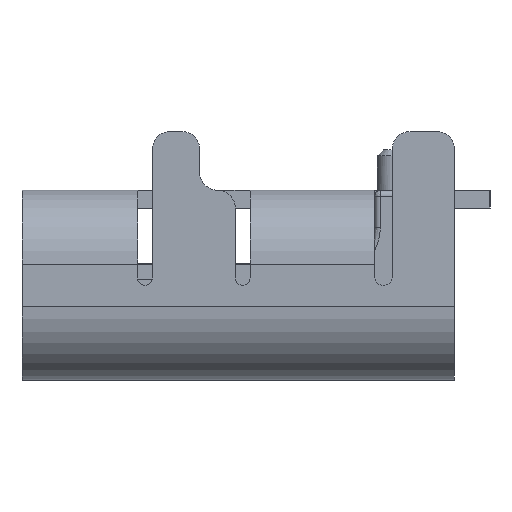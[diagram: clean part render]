
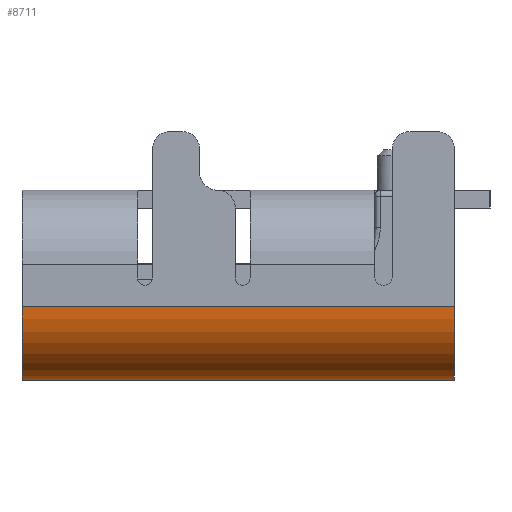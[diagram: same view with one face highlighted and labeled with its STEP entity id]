
A CAD part, left-side view. The second image highlights one B-rep face of the part: STEP entity #8711.
In plain terms, the highlighted cylindrical face has radius 1.25 mm (diameter 2.5 mm), a partial arc.
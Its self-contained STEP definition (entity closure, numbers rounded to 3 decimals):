
#673 = EDGE_CURVE ( 'NONE', #7055, #6314, #1983, .T. ) ;
#772 = CARTESIAN_POINT ( 'NONE',  ( -3.22, 7.3, -0.355 ) ) ;
#1003 = ORIENTED_EDGE ( 'NONE', *, *, #11871, .F. ) ;
#1338 = CARTESIAN_POINT ( 'NONE',  ( -4.47, 7.3, -0.355 ) ) ;
#1617 = CIRCLE ( 'NONE', #3013, 1.25 ) ;
#1983 = LINE ( 'NONE', #5838, #6339 ) ;
#2122 = CARTESIAN_POINT ( 'NONE',  ( -3.22, 0., -0.355 ) ) ;
#3013 = AXIS2_PLACEMENT_3D ( 'NONE', #772, #4642, #8376 ) ;
#3307 = EDGE_CURVE ( 'NONE', #10101, #7055, #1617, .T. ) ;
#3537 = CARTESIAN_POINT ( 'NONE',  ( -4.47, 7.3, -0.355 ) ) ;
#3613 = DIRECTION ( 'NONE',  ( 0., -1., 0. ) ) ;
#4368 = ORIENTED_EDGE ( 'NONE', *, *, #3307, .T. ) ;
#4642 = DIRECTION ( 'NONE',  ( 0., -1., 0. ) ) ;
#5116 = AXIS2_PLACEMENT_3D ( 'NONE', #7460, #3613, #7336 ) ;
#5838 = CARTESIAN_POINT ( 'NONE',  ( -3.22, 7.3, -1.605 ) ) ;
#6271 = LINE ( 'NONE', #3537, #8824 ) ;
#6314 = VERTEX_POINT ( 'NONE', #7482 ) ;
#6339 = VECTOR ( 'NONE', #11567, 1000. ) ;
#6718 = DIRECTION ( 'NONE',  ( 0., -1., 0. ) ) ;
#6867 = EDGE_CURVE ( 'NONE', #11565, #10101, #6271, .T. ) ;
#7055 = VERTEX_POINT ( 'NONE', #9462 ) ;
#7141 = DIRECTION ( 'NONE',  ( 0., 1., 0. ) ) ;
#7336 = DIRECTION ( 'NONE',  ( 0., 0., -1. ) ) ;
#7460 = CARTESIAN_POINT ( 'NONE',  ( -3.22, 7.3, -0.355 ) ) ;
#7482 = CARTESIAN_POINT ( 'NONE',  ( -3.22, 0., -1.605 ) ) ;
#7556 = AXIS2_PLACEMENT_3D ( 'NONE', #2122, #6718, #11329 ) ;
#7585 = FACE_OUTER_BOUND ( 'NONE', #11251, .T. ) ;
#8376 = DIRECTION ( 'NONE',  ( 0., 0., -1. ) ) ;
#8516 = ORIENTED_EDGE ( 'NONE', *, *, #673, .T. ) ;
#8711 = ADVANCED_FACE ( 'NONE', ( #7585 ), #10328, .T. ) ;
#8824 = VECTOR ( 'NONE', #7141, 1000. ) ;
#9462 = CARTESIAN_POINT ( 'NONE',  ( -3.22, 7.3, -1.605 ) ) ;
#9984 = ORIENTED_EDGE ( 'NONE', *, *, #6867, .T. ) ;
#10101 = VERTEX_POINT ( 'NONE', #1338 ) ;
#10146 = CIRCLE ( 'NONE', #7556, 1.25 ) ;
#10328 = CYLINDRICAL_SURFACE ( 'NONE', #5116, 1.25 ) ;
#11251 = EDGE_LOOP ( 'NONE', ( #1003, #9984, #4368, #8516 ) ) ;
#11329 = DIRECTION ( 'NONE',  ( 0., 0., -1. ) ) ;
#11565 = VERTEX_POINT ( 'NONE', #11902 ) ;
#11567 = DIRECTION ( 'NONE',  ( 0., -1., 0. ) ) ;
#11871 = EDGE_CURVE ( 'NONE', #11565, #6314, #10146, .T. ) ;
#11902 = CARTESIAN_POINT ( 'NONE',  ( -4.47, 0., -0.355 ) ) ;
